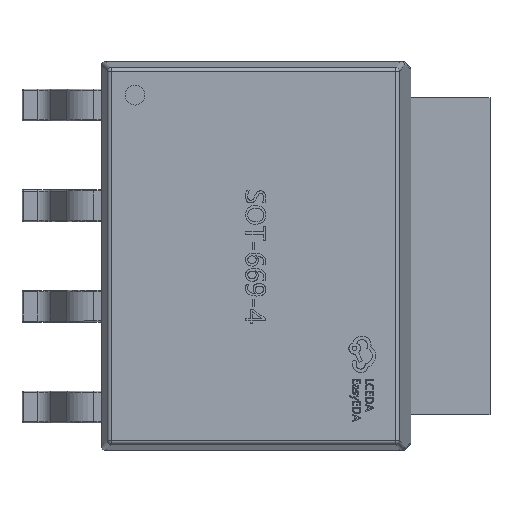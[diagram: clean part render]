
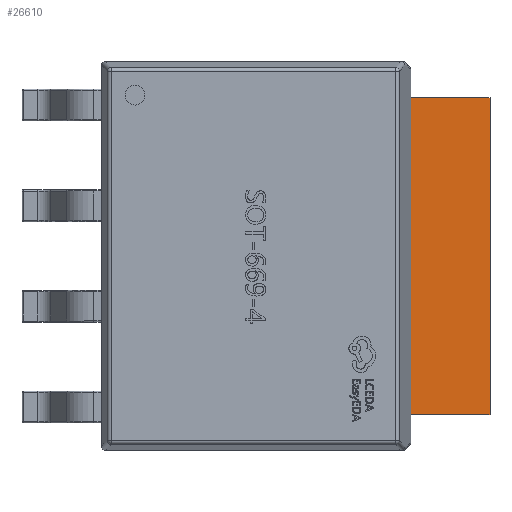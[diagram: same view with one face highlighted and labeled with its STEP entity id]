
A CAD part, top view. The second image highlights one B-rep face of the part: STEP entity #26610.
In plain terms, the highlighted planar face has unit normal (0, 0, 1).
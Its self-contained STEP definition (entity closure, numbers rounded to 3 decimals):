
#1141 = EDGE_CURVE ( 'NONE', #17748, #30058, #5930, .T. ) ;
#2486 = DIRECTION ( 'NONE',  ( -1., 0., 0. ) ) ;
#2592 = DIRECTION ( 'NONE',  ( 0., -1., 0. ) ) ;
#2614 = EDGE_CURVE ( 'NONE', #35095, #33041, #6210, .T. ) ;
#3082 = CARTESIAN_POINT ( 'NONE',  ( -1.05, -1.6, 0.2 ) ) ;
#3234 = LINE ( 'NONE', #26717, #5577 ) ;
#3985 = DIRECTION ( 'NONE',  ( 1., 0., 0. ) ) ;
#4111 = LINE ( 'NONE', #31285, #13539 ) ;
#4237 = VERTEX_POINT ( 'NONE', #11675 ) ;
#4643 = VECTOR ( 'NONE', #27274, 1000. ) ;
#5577 = VECTOR ( 'NONE', #20358, 1000. ) ;
#5930 = LINE ( 'NONE', #20033, #8429 ) ;
#6183 = VECTOR ( 'NONE', #9586, 1000. ) ;
#6210 = LINE ( 'NONE', #15253, #6183 ) ;
#7533 = LINE ( 'NONE', #15684, #4643 ) ;
#7732 = ORIENTED_EDGE ( 'NONE', *, *, #1141, .T. ) ;
#8429 = VECTOR ( 'NONE', #25294, 1000. ) ;
#9586 = DIRECTION ( 'NONE',  ( 0., -1., 0. ) ) ;
#10212 = EDGE_CURVE ( 'NONE', #4237, #30981, #7533, .T. ) ;
#10854 = EDGE_CURVE ( 'NONE', #30981, #15933, #12091, .T. ) ;
#11675 = CARTESIAN_POINT ( 'NONE',  ( -1.05, 1.6, 0.2 ) ) ;
#11825 = EDGE_CURVE ( 'NONE', #15933, #26961, #4111, .T. ) ;
#11946 = PLANE ( 'NONE',  #19859 ) ;
#12091 = LINE ( 'NONE', #29676, #17735 ) ;
#13493 = ORIENTED_EDGE ( 'NONE', *, *, #2614, .T. ) ;
#13539 = VECTOR ( 'NONE', #2592, 1000. ) ;
#13926 = ORIENTED_EDGE ( 'NONE', *, *, #32826, .T. ) ;
#14477 = ORIENTED_EDGE ( 'NONE', *, *, #10854, .T. ) ;
#15253 = CARTESIAN_POINT ( 'NONE',  ( 1.95, 1.6, 0.2 ) ) ;
#15684 = CARTESIAN_POINT ( 'NONE',  ( -1.05, -1.6, 0.2 ) ) ;
#15933 = VERTEX_POINT ( 'NONE', #33700 ) ;
#16647 = VECTOR ( 'NONE', #31078, 1000. ) ;
#17008 = LINE ( 'NONE', #19613, #30858 ) ;
#17117 = CARTESIAN_POINT ( 'NONE',  ( 1.95, 1.6, 0.2 ) ) ;
#17735 = VECTOR ( 'NONE', #3985, 1000. ) ;
#17748 = VERTEX_POINT ( 'NONE', #24956 ) ;
#17793 = FACE_OUTER_BOUND ( 'NONE', #34340, .T. ) ;
#18871 = ORIENTED_EDGE ( 'NONE', *, *, #23626, .T. ) ;
#19613 = CARTESIAN_POINT ( 'NONE',  ( -1.05, 1.6, 0.2 ) ) ;
#19855 = CARTESIAN_POINT ( 'NONE',  ( 0.95, 0., 0.2 ) ) ;
#19859 = AXIS2_PLACEMENT_3D ( 'NONE', #19855, #34398, #25676 ) ;
#20033 = CARTESIAN_POINT ( 'NONE',  ( 2.95, 1.6, 0.2 ) ) ;
#20358 = DIRECTION ( 'NONE',  ( 1., 0., 0. ) ) ;
#22580 = CARTESIAN_POINT ( 'NONE',  ( 1.95, -2., 0.2 ) ) ;
#23611 = CARTESIAN_POINT ( 'NONE',  ( 2.95, 2., 0.2 ) ) ;
#23626 = EDGE_CURVE ( 'NONE', #30058, #35095, #25302, .T. ) ;
#24956 = CARTESIAN_POINT ( 'NONE',  ( 2.95, -2., 0.2 ) ) ;
#25294 = DIRECTION ( 'NONE',  ( 0., 1., 0. ) ) ;
#25302 = LINE ( 'NONE', #30527, #16647 ) ;
#25676 = DIRECTION ( 'NONE',  ( 1., 0., 0. ) ) ;
#26610 = ADVANCED_FACE ( 'NONE', ( #17793 ), #11946, .T. ) ;
#26717 = CARTESIAN_POINT ( 'NONE',  ( 2.95, -2., 0.2 ) ) ;
#26961 = VERTEX_POINT ( 'NONE', #22580 ) ;
#27274 = DIRECTION ( 'NONE',  ( 0., -1., 0. ) ) ;
#28387 = CARTESIAN_POINT ( 'NONE',  ( 1.95, 2., 0.2 ) ) ;
#29676 = CARTESIAN_POINT ( 'NONE',  ( -1.05, -1.6, 0.2 ) ) ;
#30058 = VERTEX_POINT ( 'NONE', #23611 ) ;
#30128 = ORIENTED_EDGE ( 'NONE', *, *, #35132, .T. ) ;
#30527 = CARTESIAN_POINT ( 'NONE',  ( 2.95, 2., 0.2 ) ) ;
#30858 = VECTOR ( 'NONE', #2486, 1000. ) ;
#30981 = VERTEX_POINT ( 'NONE', #3082 ) ;
#31078 = DIRECTION ( 'NONE',  ( -1., 0., 0. ) ) ;
#31098 = ORIENTED_EDGE ( 'NONE', *, *, #11825, .T. ) ;
#31285 = CARTESIAN_POINT ( 'NONE',  ( 1.95, -1.6, 0.2 ) ) ;
#32826 = EDGE_CURVE ( 'NONE', #26961, #17748, #3234, .T. ) ;
#33041 = VERTEX_POINT ( 'NONE', #17117 ) ;
#33700 = CARTESIAN_POINT ( 'NONE',  ( 1.95, -1.6, 0.2 ) ) ;
#34340 = EDGE_LOOP ( 'NONE', ( #7732, #18871, #13493, #30128, #36730, #14477, #31098, #13926 ) ) ;
#34398 = DIRECTION ( 'NONE',  ( 0., 0., 1. ) ) ;
#35095 = VERTEX_POINT ( 'NONE', #28387 ) ;
#35132 = EDGE_CURVE ( 'NONE', #33041, #4237, #17008, .T. ) ;
#36730 = ORIENTED_EDGE ( 'NONE', *, *, #10212, .T. ) ;
